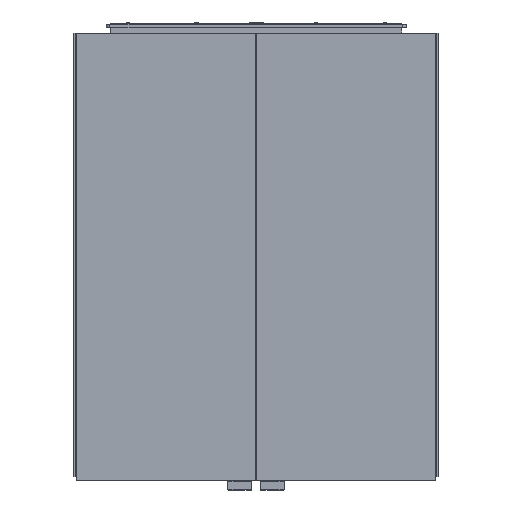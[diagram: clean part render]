
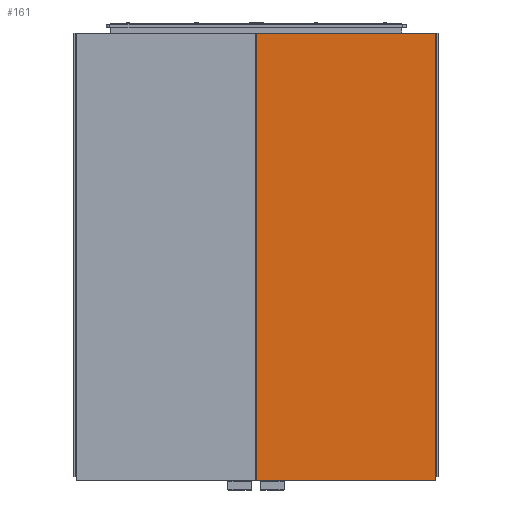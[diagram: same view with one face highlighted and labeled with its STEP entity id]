
A CAD part, front view. The second image highlights one B-rep face of the part: STEP entity #161.
In plain terms, the highlighted planar face has unit normal (0, -1, 0).
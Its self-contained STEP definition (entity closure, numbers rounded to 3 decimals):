
#161=ADVANCED_FACE($,(#989),#11393,.T.);
#989=FACE_OUTER_BOUND($,#1817,.T.);
#1817=EDGE_LOOP($,(#2782,#2783,#2784,#2785));
#2782=ORIENTED_EDGE($,*,*,#7460,.T.);
#2783=ORIENTED_EDGE($,*,*,#7461,.T.);
#2784=ORIENTED_EDGE($,*,*,#7462,.T.);
#2785=ORIENTED_EDGE($,*,*,#7463,.T.);
#7460=EDGE_CURVE($,#9804,#9805,#13023,.T.);
#7461=EDGE_CURVE($,#9805,#9806,#13024,.T.);
#7462=EDGE_CURVE($,#9806,#9807,#13025,.T.);
#7463=EDGE_CURVE($,#9807,#9804,#13026,.T.);
#9804=VERTEX_POINT($,#15814);
#9805=VERTEX_POINT($,#15815);
#9806=VERTEX_POINT($,#15816);
#9807=VERTEX_POINT($,#15817);
#11393=PLANE($,#14738);
#13023=B_SPLINE_CURVE_WITH_KNOTS($,1,(#15784,#15785),.UNSPECIFIED.,.F.,.F.,
(2,2),(0.,746.),.UNSPECIFIED.);
#13024=B_SPLINE_CURVE_WITH_KNOTS($,1,(#15786,#15787),.UNSPECIFIED.,.F.,.F.,
(2,2),(-298.5,0.),.UNSPECIFIED.);
#13025=B_SPLINE_CURVE_WITH_KNOTS($,1,(#15788,#15789),.UNSPECIFIED.,.F.,.F.,
(2,2),(-746.,0.),.UNSPECIFIED.);
#13026=B_SPLINE_CURVE_WITH_KNOTS($,1,(#15790,#15791),.UNSPECIFIED.,.F.,.F.,
(2,2),(0.,298.5),.UNSPECIFIED.);
#14738=AXIS2_PLACEMENT_3D($,#15808,#15152,$);
#15152=DIRECTION($,(0.,-1.,0.));
#15784=CARTESIAN_POINT($,(12379.403,4280.876,-0.5));
#15785=CARTESIAN_POINT($,(12379.403,4280.876,-746.5));
#15786=CARTESIAN_POINT($,(12379.403,4280.876,-746.5));
#15787=CARTESIAN_POINT($,(12677.903,4280.876,-746.5));
#15788=CARTESIAN_POINT($,(12677.903,4280.876,-746.5));
#15789=CARTESIAN_POINT($,(12677.903,4280.876,-0.5));
#15790=CARTESIAN_POINT($,(12677.903,4280.876,-0.5));
#15791=CARTESIAN_POINT($,(12379.403,4280.876,-0.5));
#15808=CARTESIAN_POINT($,(12379.403,4280.876,-0.5));
#15814=CARTESIAN_POINT($,(12379.403,4280.876,-0.5));
#15815=CARTESIAN_POINT($,(12379.403,4280.876,-746.5));
#15816=CARTESIAN_POINT($,(12677.903,4280.876,-746.5));
#15817=CARTESIAN_POINT($,(12677.903,4280.876,-0.5));
